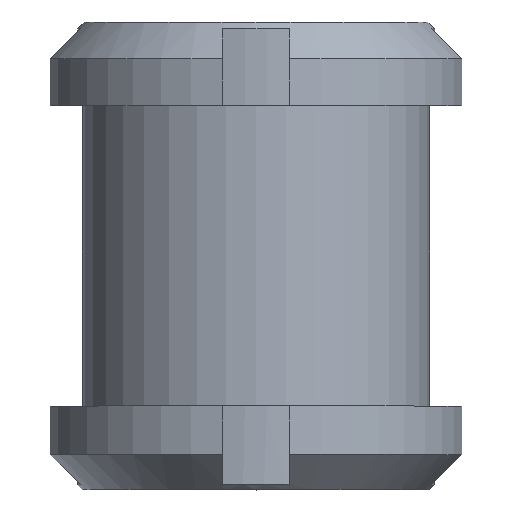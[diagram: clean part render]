
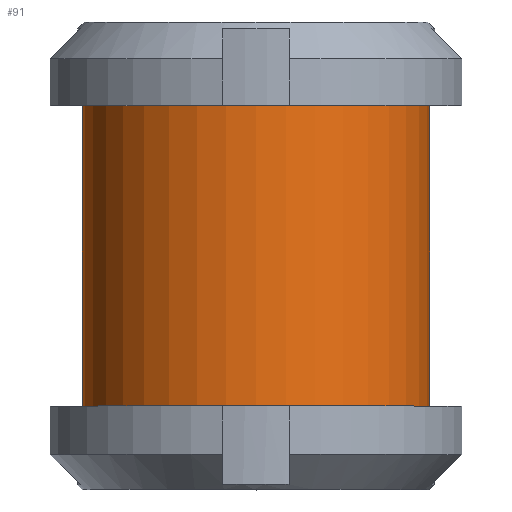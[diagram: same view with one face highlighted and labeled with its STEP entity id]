
A CAD part, top view. The second image highlights one B-rep face of the part: STEP entity #91.
In plain terms, the highlighted cylindrical face has radius 10.4 mm (diameter 20.8 mm), a full revolution.
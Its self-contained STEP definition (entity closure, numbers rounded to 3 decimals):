
#91 = ADVANCED_FACE( '', ( #221, #222 ), #223, .T. );
#221 = FACE_OUTER_BOUND( '', #400, .T. );
#222 = FACE_OUTER_BOUND( '', #401, .T. );
#223 = CYLINDRICAL_SURFACE( '', #402, 10.4 );
#400 = EDGE_LOOP( '', ( #634 ) );
#401 = EDGE_LOOP( '', ( #635 ) );
#402 = AXIS2_PLACEMENT_3D( '', #636, #637, #638 );
#634 = ORIENTED_EDGE( '', *, *, #1034, .T. );
#635 = ORIENTED_EDGE( '', *, *, #1035, .F. );
#636 = CARTESIAN_POINT( '', ( 0., 0., 0. ) );
#637 = DIRECTION( '', ( 0., 1., 0. ) );
#638 = DIRECTION( '', ( 0., 0., -1. ) );
#1034 = EDGE_CURVE( '', #1242, #1242, #1243, .T. );
#1035 = EDGE_CURVE( '', #1244, #1244, #1245, .T. );
#1242 = VERTEX_POINT( '', #1529 );
#1243 = CIRCLE( '', #1530, 10.4 );
#1244 = VERTEX_POINT( '', #1531 );
#1245 = CIRCLE( '', #1532, 10.4 );
#1529 = CARTESIAN_POINT( '', ( 0., 23., -10.4 ) );
#1530 = AXIS2_PLACEMENT_3D( '', #1815, #1816, #1817 );
#1531 = CARTESIAN_POINT( '', ( 0., 5., -10.4 ) );
#1532 = AXIS2_PLACEMENT_3D( '', #1818, #1819, #1820 );
#1815 = CARTESIAN_POINT( '', ( 0., 23., 0. ) );
#1816 = DIRECTION( '', ( 0., -1., 0. ) );
#1817 = DIRECTION( '', ( 0., 0., -1. ) );
#1818 = CARTESIAN_POINT( '', ( 0., 5., 0. ) );
#1819 = DIRECTION( '', ( 0., -1., 0. ) );
#1820 = DIRECTION( '', ( 0., 0., -1. ) );
